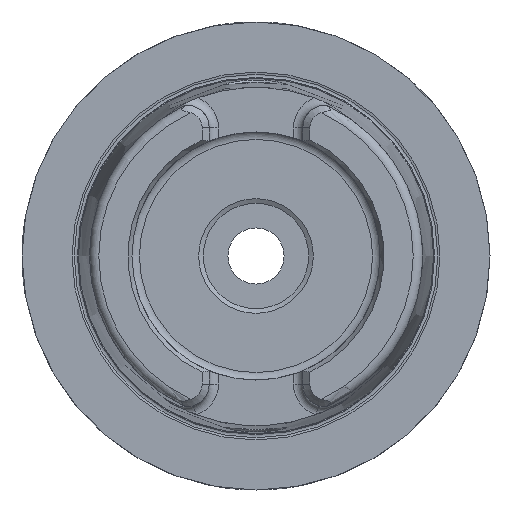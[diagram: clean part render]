
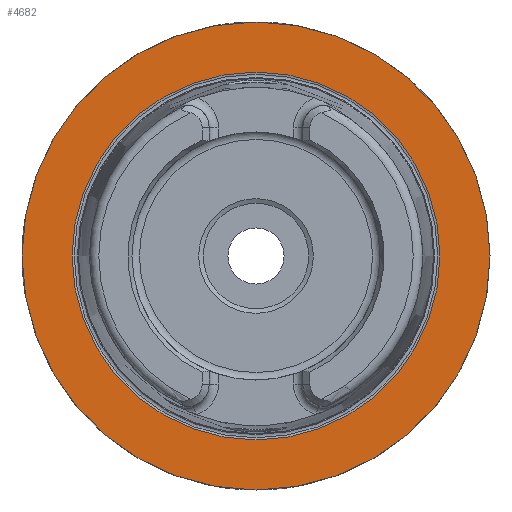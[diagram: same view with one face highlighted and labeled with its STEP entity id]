
A CAD part, left-side view. The second image highlights one B-rep face of the part: STEP entity #4682.
In plain terms, the highlighted planar face has unit normal (-1, 0, 0).
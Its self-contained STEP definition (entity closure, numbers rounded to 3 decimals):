
#837=CARTESIAN_POINT('',(0.,50.0,0.0));
#838=VERTEX_POINT('',#837);
#839=CARTESIAN_POINT('',(0.0,0.,0.0));
#840=DIRECTION('',(1.0,0.0,0.0));
#841=DIRECTION('',(0.0,1.0,0.0));
#842=AXIS2_PLACEMENT_3D('',#839,#840,#841);
#843=CIRCLE('',#842,50.0);
#844=EDGE_CURVE('',#838,#838,#843,.T.);
#4624=CARTESIAN_POINT('',(0.,39.297,0.0));
#4625=VERTEX_POINT('',#4624);
#4626=CARTESIAN_POINT('',(0.,0.0,0.0));
#4627=DIRECTION('',(1.0,0.0,0.0));
#4628=DIRECTION('',(0.0,1.0,0.0));
#4629=AXIS2_PLACEMENT_3D('',#4626,#4627,#4628);
#4630=CIRCLE('',#4629,39.297);
#4631=EDGE_CURVE('',#4625,#4625,#4630,.T.);
#4671=CARTESIAN_POINT('',(0.,44.004,0.0));
#4672=DIRECTION('',(-1.0,0.0,0.0));
#4673=DIRECTION('',(0.0,0.0,1.0));
#4674=AXIS2_PLACEMENT_3D('',#4671,#4672,#4673);
#4675=PLANE('',#4674);
#4676=ORIENTED_EDGE('',*,*,#844,.F.);
#4677=EDGE_LOOP('',(#4676));
#4678=FACE_OUTER_BOUND('',#4677,.T.);
#4679=ORIENTED_EDGE('',*,*,#4631,.T.);
#4680=EDGE_LOOP('',(#4679));
#4681=FACE_BOUND('',#4680,.T.);
#4682=ADVANCED_FACE('',(#4678,#4681),#4675,.T.);
